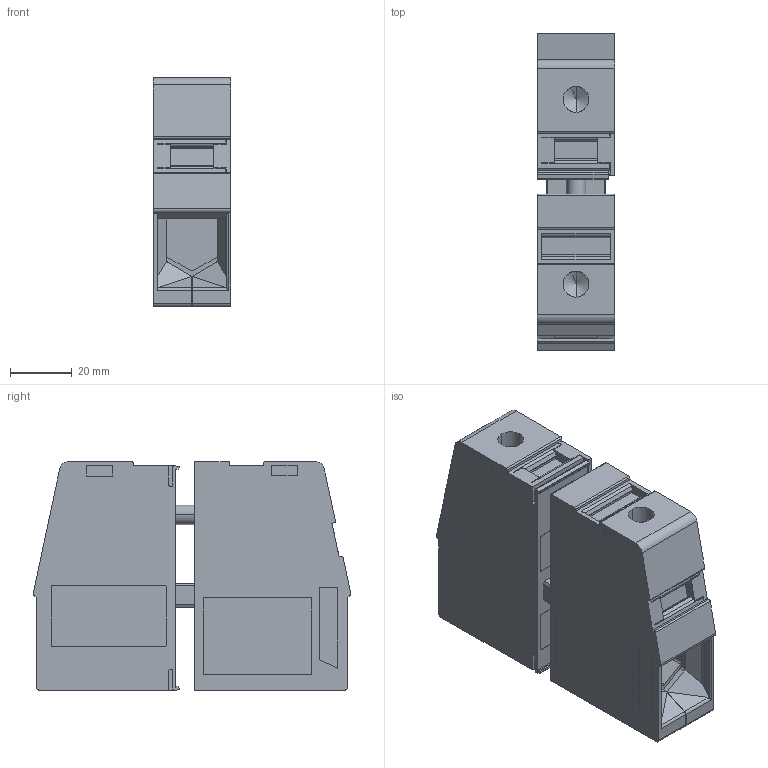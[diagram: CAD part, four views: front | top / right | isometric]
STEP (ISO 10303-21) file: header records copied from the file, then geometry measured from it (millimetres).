
FILE_DESCRIPTION(('Creo Elements/Direct Modeling STEP Export'),'2;1');
FILE_NAME('model.stp','2021-03-03T 7:06:29',(''),(''),'Creo Elements/Direct Modeling STEP processor for AP214 (Solid Model)','Creo Elements/Direct Modeling 20.1D 10-Oct-2020 (C) Parametric Technology GmbH','');
FILE_SCHEMA(('AUTOMOTIVE_DESIGN { 1 0 10303 214 1 1 1 1 }'));
Length unit declared in the file: millimetre
Products named in the file (6): PK_HDFK_95_I; PK_HDFK_95_A; KK_UHV_95_EX_Tasche.1; AC_SCHR_ZYL_M8_25.1; CO_HDFK_95_METALL; HDFK_95
Assembly tree (7 placements, depth 2):
  HDFK_95
    CO_HDFK_95_METALL
    KK_UHV_95_EX_Tasche.1  x2
    AC_SCHR_ZYL_M8_25.1  x2
    PK_HDFK_95_A
    PK_HDFK_95_I
Bounding box: 25 x 102.57 x 73.96 mm (x, y, z)
Volume: 124518.1 mm3; surface area: 55475.2 mm2
Topology: 7 solids, 7 shells, 1044 faces, 2855 edges, 1897 vertices
Faces by surface type: plane 813, cylinder 182, extrusion 31, cone 14, torus 4
Entity records: 40218 total; most frequent: CARTESIAN_POINT 7162, ORIENTED_EDGE 5474, DIRECTION 4752, EDGE_CURVE 2737, VECTOR 2280, LINE 2249, VERTEX_POINT 1822, AXIS2_PLACEMENT_3D 1236
